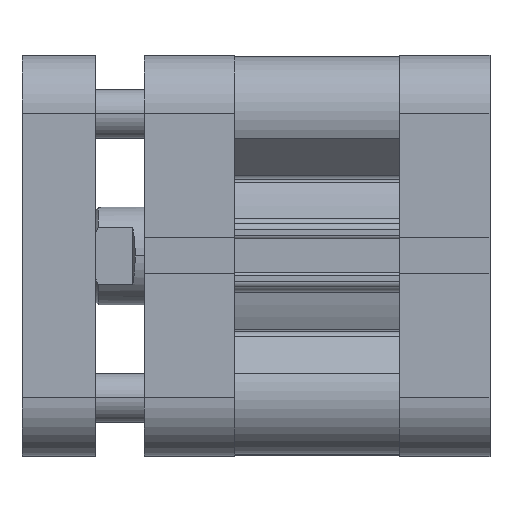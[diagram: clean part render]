
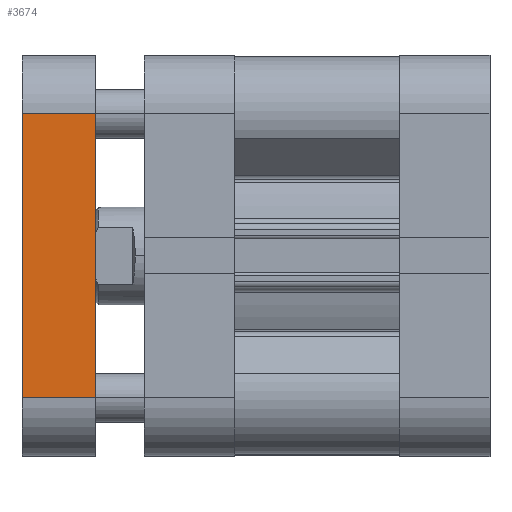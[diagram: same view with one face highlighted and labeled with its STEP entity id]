
A CAD part, top view. The second image highlights one B-rep face of the part: STEP entity #3674.
In plain terms, the highlighted planar face has unit normal (0, 0, 1).
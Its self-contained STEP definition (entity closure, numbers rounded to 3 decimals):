
#133 = AXIS2_PLACEMENT_3D ( 'NONE', #10218, #10221, #10222 ) ;
#811 = VERTEX_POINT ( 'NONE', #10087 ) ;
#820 = VERTEX_POINT ( 'NONE', #10096 ) ;
#844 = VERTEX_POINT ( 'NONE', #10119 ) ;
#849 = VERTEX_POINT ( 'NONE', #10124 ) ;
#968 = FACE_OUTER_BOUND ( 'NONE', #7713, .T. ) ;
#3674 = ADVANCED_FACE ( 'NONE', ( #968 ), #10219, .F. ) ;
#4519 = EDGE_CURVE ( 'NONE', #844, #849, #5361, .T. ) ;
#4528 = EDGE_CURVE ( 'NONE', #820, #811, #5375, .T. ) ;
#4544 = EDGE_CURVE ( 'NONE', #849, #820, #5396, .T. ) ;
#4549 = EDGE_CURVE ( 'NONE', #811, #844, #5412, .T. ) ;
#5361 = LINE ( 'NONE', #6421, #5368 ) ;
#5368 = VECTOR ( 'NONE', #6422, 1000. ) ;
#5375 = LINE ( 'NONE', #6446, #5380 ) ;
#5380 = VECTOR ( 'NONE', #6447, 1000. ) ;
#5396 = LINE ( 'NONE', #6479, #5408 ) ;
#5408 = VECTOR ( 'NONE', #6487, 1000. ) ;
#5412 = LINE ( 'NONE', #6483, #5416 ) ;
#5416 = VECTOR ( 'NONE', #6497, 1000. ) ;
#6421 = CARTESIAN_POINT ( 'NONE',  ( -15.821, 0., 32.75 ) ) ;
#6422 = DIRECTION ( 'NONE',  ( 0., 1., 0. ) ) ;
#6446 = CARTESIAN_POINT ( 'NONE',  ( -27.821, 0., 32.75 ) ) ;
#6447 = DIRECTION ( 'NONE',  ( 0., -1., 0. ) ) ;
#6479 = CARTESIAN_POINT ( 'NONE',  ( -27.821, 23.25, 32.75 ) ) ;
#6483 = CARTESIAN_POINT ( 'NONE',  ( 30.495, -23.25, 32.75 ) ) ;
#6487 = DIRECTION ( 'NONE',  ( -1., 0., 0. ) ) ;
#6497 = DIRECTION ( 'NONE',  ( 1., 0., 0. ) ) ;
#7713 = EDGE_LOOP ( 'NONE', ( #9561, #9560, #9552, #9555 ) ) ;
#9552 = ORIENTED_EDGE ( 'NONE', *, *, #4528, .T. ) ;
#9555 = ORIENTED_EDGE ( 'NONE', *, *, #4549, .T. ) ;
#9560 = ORIENTED_EDGE ( 'NONE', *, *, #4544, .T. ) ;
#9561 = ORIENTED_EDGE ( 'NONE', *, *, #4519, .T. ) ;
#10087 = CARTESIAN_POINT ( 'NONE',  ( -27.821, -23.25, 32.75 ) ) ;
#10096 = CARTESIAN_POINT ( 'NONE',  ( -27.821, 23.25, 32.75 ) ) ;
#10119 = CARTESIAN_POINT ( 'NONE',  ( -15.821, -23.25, 32.75 ) ) ;
#10124 = CARTESIAN_POINT ( 'NONE',  ( -15.821, 23.25, 32.75 ) ) ;
#10218 = CARTESIAN_POINT ( 'NONE',  ( 30.495, 0., 32.75 ) ) ;
#10219 = PLANE ( 'NONE',  #133 ) ;
#10221 = DIRECTION ( 'NONE',  ( 0., 0., -1. ) ) ;
#10222 = DIRECTION ( 'NONE',  ( -1., 0., 0. ) ) ;
